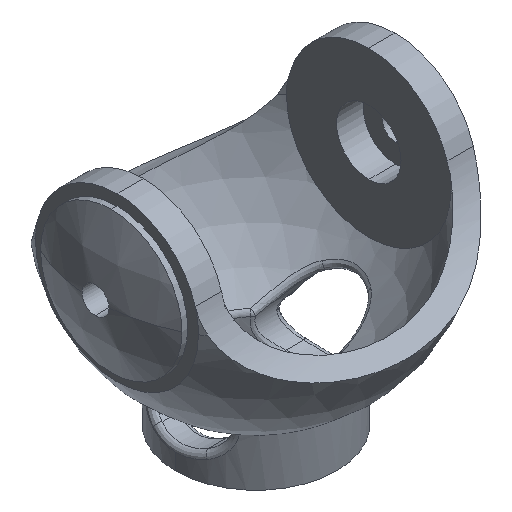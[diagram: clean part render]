
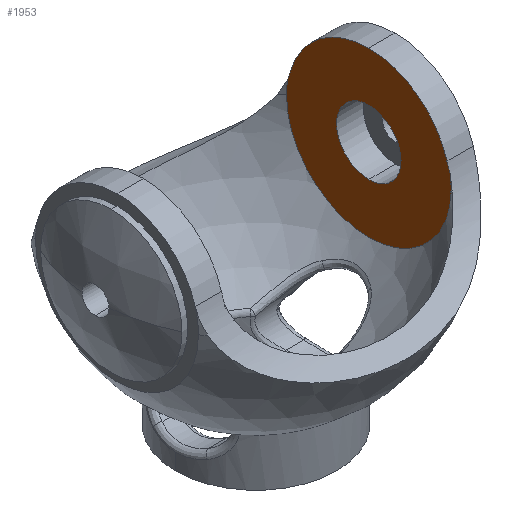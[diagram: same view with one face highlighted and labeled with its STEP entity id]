
A CAD part, isometric view. The second image highlights one B-rep face of the part: STEP entity #1953.
In plain terms, the highlighted planar face has unit normal (-1, 0, 0).
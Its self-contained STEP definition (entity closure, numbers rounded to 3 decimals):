
#133 = DIRECTION ( 'NONE',  ( 0., 0., 1. ) ) ;
#202 = AXIS2_PLACEMENT_3D ( 'NONE', #2326, #4660, #598 ) ;
#334 = VERTEX_POINT ( 'NONE', #4111 ) ;
#345 = ORIENTED_EDGE ( 'NONE', *, *, #996, .T. ) ;
#447 = DIRECTION ( 'NONE',  ( 1., 0., 0. ) ) ;
#526 = ORIENTED_EDGE ( 'NONE', *, *, #4221, .F. ) ;
#598 = DIRECTION ( 'NONE',  ( 0., 0., 1. ) ) ;
#659 = EDGE_CURVE ( 'NONE', #1228, #4557, #4613, .T. ) ;
#689 = CARTESIAN_POINT ( 'NONE',  ( 21., 0., 15.168 ) ) ;
#845 = ORIENTED_EDGE ( 'NONE', *, *, #4395, .F. ) ;
#887 = CARTESIAN_POINT ( 'NONE',  ( 21., 15.33, 0. ) ) ;
#975 = EDGE_CURVE ( 'NONE', #4012, #1228, #4745, .T. ) ;
#996 = EDGE_CURVE ( 'NONE', #3255, #3435, #4589, .T. ) ;
#1114 = DIRECTION ( 'NONE',  ( -1., 0., 0. ) ) ;
#1228 = VERTEX_POINT ( 'NONE', #3102 ) ;
#1284 = CIRCLE ( 'NONE', #2949, 6. ) ;
#1356 = CARTESIAN_POINT ( 'NONE',  ( 21., 0., 0. ) ) ;
#1444 = CARTESIAN_POINT ( 'NONE',  ( 21., 35.676, 10.427 ) ) ;
#1544 = VERTEX_POINT ( 'NONE', #3190 ) ;
#1568 = CIRCLE ( 'NONE', #3288, 15.168 ) ;
#1598 = CIRCLE ( 'NONE', #2784, 22. ) ;
#1610 = EDGE_CURVE ( 'NONE', #1544, #334, #4704, .T. ) ;
#1620 = DIRECTION ( 'NONE',  ( -1., 0., 0. ) ) ;
#1701 = ORIENTED_EDGE ( 'NONE', *, *, #1610, .F. ) ;
#1710 = ORIENTED_EDGE ( 'NONE', *, *, #5072, .F. ) ;
#1719 = DIRECTION ( 'NONE',  ( -1., 0., 0. ) ) ;
#1953 = ADVANCED_FACE ( 'NONE', ( #3854, #4278 ), #3802, .T. ) ;
#2012 = VERTEX_POINT ( 'NONE', #689 ) ;
#2186 = DIRECTION ( 'NONE',  ( 1., 0., 0. ) ) ;
#2326 = CARTESIAN_POINT ( 'NONE',  ( 21., -6., 0. ) ) ;
#2408 = CARTESIAN_POINT ( 'NONE',  ( 21., -15.33, 0. ) ) ;
#2426 = DIRECTION ( 'NONE',  ( 1., 0., 0. ) ) ;
#2454 = VERTEX_POINT ( 'NONE', #4272 ) ;
#2506 = CIRCLE ( 'NONE', #3215, 15.33 ) ;
#2620 = DIRECTION ( 'NONE',  ( 0., 0., 1. ) ) ;
#2623 = DIRECTION ( 'NONE',  ( -1., 0., 0. ) ) ;
#2634 = CARTESIAN_POINT ( 'NONE',  ( 21., 0., 0. ) ) ;
#2639 = AXIS2_PLACEMENT_3D ( 'NONE', #1444, #2186, #4274 ) ;
#2679 = DIRECTION ( 'NONE',  ( -1., 0., 0. ) ) ;
#2784 = AXIS2_PLACEMENT_3D ( 'NONE', #4107, #1719, #4490 ) ;
#2791 = ORIENTED_EDGE ( 'NONE', *, *, #659, .T. ) ;
#2813 = DIRECTION ( 'NONE',  ( 0., 0., 1. ) ) ;
#2815 = EDGE_CURVE ( 'NONE', #4012, #2012, #3731, .T. ) ;
#2827 = DIRECTION ( 'NONE',  ( -1., 0., 0. ) ) ;
#2853 = CARTESIAN_POINT ( 'NONE',  ( 21., -15.101, 2.638 ) ) ;
#2870 = CARTESIAN_POINT ( 'NONE',  ( 21., 0., 0. ) ) ;
#2949 = AXIS2_PLACEMENT_3D ( 'NONE', #3613, #1114, #4018 ) ;
#2972 = CARTESIAN_POINT ( 'NONE',  ( 21., 0., 0. ) ) ;
#3011 = AXIS2_PLACEMENT_3D ( 'NONE', #2634, #2623, #2620 ) ;
#3058 = EDGE_CURVE ( 'NONE', #4557, #3255, #2506, .T. ) ;
#3099 = AXIS2_PLACEMENT_3D ( 'NONE', #2870, #2827, #2813 ) ;
#3102 = CARTESIAN_POINT ( 'NONE',  ( 21., 15.101, 2.638 ) ) ;
#3118 = ORIENTED_EDGE ( 'NONE', *, *, #3058, .T. ) ;
#3190 = CARTESIAN_POINT ( 'NONE',  ( 21., 0., -6. ) ) ;
#3215 = AXIS2_PLACEMENT_3D ( 'NONE', #4992, #2679, #133 ) ;
#3255 = VERTEX_POINT ( 'NONE', #2408 ) ;
#3288 = AXIS2_PLACEMENT_3D ( 'NONE', #2972, #447, #3346 ) ;
#3314 = ORIENTED_EDGE ( 'NONE', *, *, #2815, .F. ) ;
#3346 = DIRECTION ( 'NONE',  ( 0., 0., 1. ) ) ;
#3435 = VERTEX_POINT ( 'NONE', #2853 ) ;
#3613 = CARTESIAN_POINT ( 'NONE',  ( 21., 0., 0. ) ) ;
#3731 = CIRCLE ( 'NONE', #3861, 15.168 ) ;
#3802 = PLANE ( 'NONE',  #202 ) ;
#3854 = FACE_OUTER_BOUND ( 'NONE', #4550, .T. ) ;
#3861 = AXIS2_PLACEMENT_3D ( 'NONE', #4762, #2426, #5134 ) ;
#4012 = VERTEX_POINT ( 'NONE', #5168 ) ;
#4018 = DIRECTION ( 'NONE',  ( 0., 0., 1. ) ) ;
#4107 = CARTESIAN_POINT ( 'NONE',  ( 21., -35.676, 10.427 ) ) ;
#4111 = CARTESIAN_POINT ( 'NONE',  ( 21., 0., 6. ) ) ;
#4221 = EDGE_CURVE ( 'NONE', #2454, #3435, #1598, .T. ) ;
#4272 = CARTESIAN_POINT ( 'NONE',  ( 21., -14.559, 4.255 ) ) ;
#4274 = DIRECTION ( 'NONE',  ( 0., 0., 1. ) ) ;
#4278 = FACE_BOUND ( 'NONE', #4373, .T. ) ;
#4373 = EDGE_LOOP ( 'NONE', ( #1710, #1701 ) ) ;
#4395 = EDGE_CURVE ( 'NONE', #2012, #2454, #1568, .T. ) ;
#4490 = DIRECTION ( 'NONE',  ( 0., 0., 1. ) ) ;
#4550 = EDGE_LOOP ( 'NONE', ( #526, #845, #3314, #5199, #2791, #3118, #345 ) ) ;
#4557 = VERTEX_POINT ( 'NONE', #887 ) ;
#4589 = CIRCLE ( 'NONE', #4648, 15.33 ) ;
#4613 = CIRCLE ( 'NONE', #3099, 15.33 ) ;
#4648 = AXIS2_PLACEMENT_3D ( 'NONE', #1356, #1620, #4952 ) ;
#4660 = DIRECTION ( 'NONE',  ( -1., 0., 0. ) ) ;
#4704 = CIRCLE ( 'NONE', #3011, 6. ) ;
#4745 = CIRCLE ( 'NONE', #2639, 22. ) ;
#4762 = CARTESIAN_POINT ( 'NONE',  ( 21., 0., 0. ) ) ;
#4952 = DIRECTION ( 'NONE',  ( 0., 0., 1. ) ) ;
#4992 = CARTESIAN_POINT ( 'NONE',  ( 21., 0., 0. ) ) ;
#5072 = EDGE_CURVE ( 'NONE', #334, #1544, #1284, .T. ) ;
#5134 = DIRECTION ( 'NONE',  ( 0., 0., 1. ) ) ;
#5168 = CARTESIAN_POINT ( 'NONE',  ( 21., 14.559, 4.255 ) ) ;
#5199 = ORIENTED_EDGE ( 'NONE', *, *, #975, .T. ) ;
